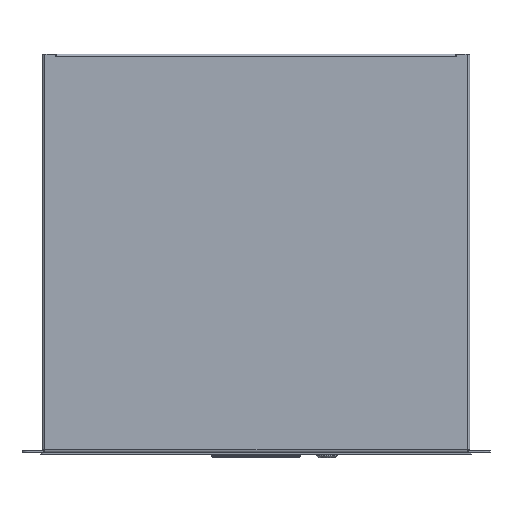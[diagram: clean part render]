
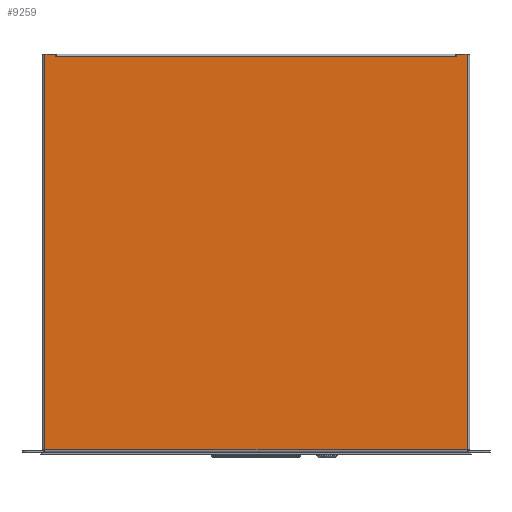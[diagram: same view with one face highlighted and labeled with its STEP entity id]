
A CAD part, top view. The second image highlights one B-rep face of the part: STEP entity #9259.
In plain terms, the highlighted planar face has unit normal (0, 0, 1).
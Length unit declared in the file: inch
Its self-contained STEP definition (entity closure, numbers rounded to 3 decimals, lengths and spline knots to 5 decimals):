
#280 = VERTEX_POINT ( 'NONE', #10054 ) ;
#363 = CARTESIAN_POINT ( 'NONE',  ( -8.57, 16.277, 4.281 ) ) ;
#469 = DIRECTION ( 'NONE',  ( 0., -1., 0. ) ) ;
#1379 = CARTESIAN_POINT ( 'NONE',  ( -8.57, 16.277, 4.281 ) ) ;
#1554 = VECTOR ( 'NONE', #8672, 39.37008 ) ;
#1632 = DIRECTION ( 'NONE',  ( -1., 0., 0. ) ) ;
#1749 = VERTEX_POINT ( 'NONE', #18765 ) ;
#2165 = EDGE_CURVE ( 'NONE', #11155, #15884, #8774, .T. ) ;
#2216 = CARTESIAN_POINT ( 'NONE',  ( -8.678, 16.277, 4.281 ) ) ;
#2539 = DIRECTION ( 'NONE',  ( 0., 0., 1. ) ) ;
#2892 = ORIENTED_EDGE ( 'NONE', *, *, #18869, .T. ) ;
#3125 = CARTESIAN_POINT ( 'NONE',  ( 8.106, 16.169, 4.281 ) ) ;
#3306 = ORIENTED_EDGE ( 'NONE', *, *, #11941, .T. ) ;
#3365 = VERTEX_POINT ( 'NONE', #7667 ) ;
#3572 = LINE ( 'NONE', #7044, #6845 ) ;
#3833 = VERTEX_POINT ( 'NONE', #19573 ) ;
#4370 = ORIENTED_EDGE ( 'NONE', *, *, #12738, .T. ) ;
#4447 = DIRECTION ( 'NONE',  ( -1., 0., 0. ) ) ;
#4463 = CARTESIAN_POINT ( 'NONE',  ( 8.136, 16.169, 4.281 ) ) ;
#4632 = ORIENTED_EDGE ( 'NONE', *, *, #8179, .T. ) ;
#5363 = LINE ( 'NONE', #363, #8408 ) ;
#5395 = CARTESIAN_POINT ( 'NONE',  ( -8.136, 16.169, 4.281 ) ) ;
#5503 = VERTEX_POINT ( 'NONE', #5395 ) ;
#5508 = CARTESIAN_POINT ( 'NONE',  ( -8.57, 0.21, 4.281 ) ) ;
#5904 = ORIENTED_EDGE ( 'NONE', *, *, #17165, .T. ) ;
#6370 = CARTESIAN_POINT ( 'NONE',  ( 8.136, 16.277, 4.281 ) ) ;
#6630 = LINE ( 'NONE', #6744, #16264 ) ;
#6744 = CARTESIAN_POINT ( 'NONE',  ( -8.678, 16.277, 4.281 ) ) ;
#6845 = VECTOR ( 'NONE', #16920, 39.37008 ) ;
#7044 = CARTESIAN_POINT ( 'NONE',  ( -8.136, 16.277, 4.281 ) ) ;
#7194 = LINE ( 'NONE', #10485, #17201 ) ;
#7650 = FACE_OUTER_BOUND ( 'NONE', #9721, .T. ) ;
#7667 = CARTESIAN_POINT ( 'NONE',  ( -8.136, 16.277, 4.281 ) ) ;
#7690 = DIRECTION ( 'NONE',  ( 0., -1., 0. ) ) ;
#7707 = CARTESIAN_POINT ( 'NONE',  ( 8.136, 16.169, 4.281 ) ) ;
#7969 = CARTESIAN_POINT ( 'NONE',  ( 8.136, 16.169, 4.281 ) ) ;
#8179 = EDGE_CURVE ( 'NONE', #3833, #280, #7194, .T. ) ;
#8360 = VERTEX_POINT ( 'NONE', #4463 ) ;
#8408 = VECTOR ( 'NONE', #469, 39.37008 ) ;
#8578 = VECTOR ( 'NONE', #4447, 39.37008 ) ;
#8672 = DIRECTION ( 'NONE',  ( -1., 0., 0. ) ) ;
#8774 = LINE ( 'NONE', #16997, #1554 ) ;
#8875 = DIRECTION ( 'NONE',  ( 1., 0., 0. ) ) ;
#8932 = VERTEX_POINT ( 'NONE', #5508 ) ;
#9259 = ADVANCED_FACE ( 'NONE', ( #7650 ), #14647, .T. ) ;
#9721 = EDGE_LOOP ( 'NONE', ( #4370, #21561, #3306, #19977, #5904, #19398, #2892, #4632, #19290, #9906 ) ) ;
#9906 = ORIENTED_EDGE ( 'NONE', *, *, #18988, .T. ) ;
#9976 = VECTOR ( 'NONE', #20618, 39.37008 ) ;
#10054 = CARTESIAN_POINT ( 'NONE',  ( 8.57, 16.277, 4.281 ) ) ;
#10485 = CARTESIAN_POINT ( 'NONE',  ( 8.57, 16.277, 4.281 ) ) ;
#10891 = LINE ( 'NONE', #7707, #8578 ) ;
#11155 = VERTEX_POINT ( 'NONE', #3125 ) ;
#11245 = DIRECTION ( 'NONE',  ( -1., 0., 0. ) ) ;
#11553 = CARTESIAN_POINT ( 'NONE',  ( -8.678, 16.277, 4.281 ) ) ;
#11780 = LINE ( 'NONE', #11553, #20292 ) ;
#11941 = EDGE_CURVE ( 'NONE', #15884, #5503, #10891, .T. ) ;
#11983 = AXIS2_PLACEMENT_3D ( 'NONE', #2216, #2539, #8875 ) ;
#12076 = VECTOR ( 'NONE', #7690, 39.37008 ) ;
#12298 = EDGE_CURVE ( 'NONE', #5503, #3365, #3572, .T. ) ;
#12738 = EDGE_CURVE ( 'NONE', #8360, #11155, #19564, .T. ) ;
#12803 = VECTOR ( 'NONE', #11245, 39.37008 ) ;
#13952 = LINE ( 'NONE', #17358, #9976 ) ;
#14300 = EDGE_CURVE ( 'NONE', #19022, #8932, #5363, .T. ) ;
#14484 = EDGE_CURVE ( 'NONE', #280, #1749, #11780, .T. ) ;
#14611 = LINE ( 'NONE', #6370, #12076 ) ;
#14647 = PLANE ( 'NONE',  #11983 ) ;
#15174 = DIRECTION ( 'NONE',  ( -1., 0., 0. ) ) ;
#15884 = VERTEX_POINT ( 'NONE', #16324 ) ;
#16264 = VECTOR ( 'NONE', #1632, 39.37008 ) ;
#16324 = CARTESIAN_POINT ( 'NONE',  ( -8.106, 16.169, 4.281 ) ) ;
#16920 = DIRECTION ( 'NONE',  ( 0., 1., 0. ) ) ;
#16997 = CARTESIAN_POINT ( 'NONE',  ( -8.678, 16.169, 4.281 ) ) ;
#17165 = EDGE_CURVE ( 'NONE', #3365, #19022, #6630, .T. ) ;
#17201 = VECTOR ( 'NONE', #18582, 39.37008 ) ;
#17358 = CARTESIAN_POINT ( 'NONE',  ( -8.678, 0.21, 4.281 ) ) ;
#18582 = DIRECTION ( 'NONE',  ( 0., 1., 0. ) ) ;
#18765 = CARTESIAN_POINT ( 'NONE',  ( 8.136, 16.277, 4.281 ) ) ;
#18869 = EDGE_CURVE ( 'NONE', #8932, #3833, #13952, .T. ) ;
#18988 = EDGE_CURVE ( 'NONE', #1749, #8360, #14611, .T. ) ;
#19022 = VERTEX_POINT ( 'NONE', #1379 ) ;
#19290 = ORIENTED_EDGE ( 'NONE', *, *, #14484, .T. ) ;
#19398 = ORIENTED_EDGE ( 'NONE', *, *, #14300, .T. ) ;
#19564 = LINE ( 'NONE', #7969, #12803 ) ;
#19573 = CARTESIAN_POINT ( 'NONE',  ( 8.57, 0.21, 4.281 ) ) ;
#19977 = ORIENTED_EDGE ( 'NONE', *, *, #12298, .T. ) ;
#20292 = VECTOR ( 'NONE', #15174, 39.37008 ) ;
#20618 = DIRECTION ( 'NONE',  ( 1., 0., 0. ) ) ;
#21561 = ORIENTED_EDGE ( 'NONE', *, *, #2165, .T. ) ;
